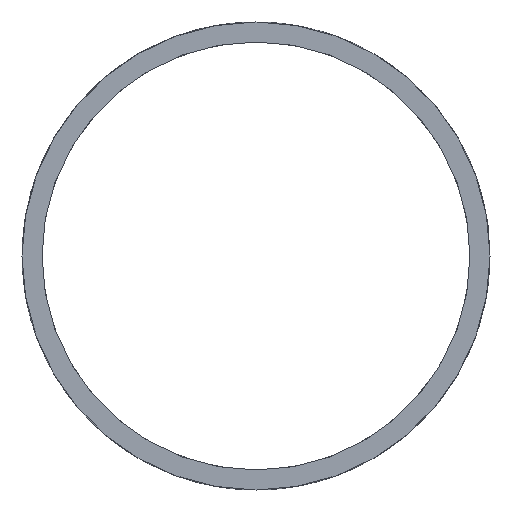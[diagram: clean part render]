
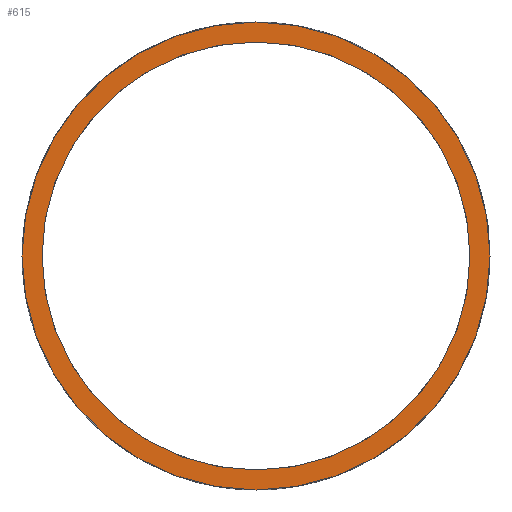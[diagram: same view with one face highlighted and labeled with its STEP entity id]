
A CAD part, front view. The second image highlights one B-rep face of the part: STEP entity #615.
In plain terms, the highlighted planar face has unit normal (0, -1, 0).
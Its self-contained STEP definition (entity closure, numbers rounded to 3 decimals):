
#16=FACE_BOUND('',#75,.T.);
#19=CIRCLE('',#702,17.5);
#20=CIRCLE('',#703,16.);
#41=FACE_OUTER_BOUND('',#74,.T.);
#74=EDGE_LOOP('',(#447));
#75=EDGE_LOOP('',(#448));
#237=VERTEX_POINT('',#1056);
#238=VERTEX_POINT('',#1058);
#312=EDGE_CURVE('',#237,#237,#19,.T.);
#313=EDGE_CURVE('',#238,#238,#20,.T.);
#447=ORIENTED_EDGE('',*,*,#312,.F.);
#448=ORIENTED_EDGE('',*,*,#313,.F.);
#551=PLANE('',#701);
#615=ADVANCED_FACE('',(#41,#16),#551,.F.);
#701=AXIS2_PLACEMENT_3D('',#1055,#856,#857);
#702=AXIS2_PLACEMENT_3D('',#1057,#858,#859);
#703=AXIS2_PLACEMENT_3D('',#1059,#860,#861);
#856=DIRECTION('center_axis',(0.,1.,0.));
#857=DIRECTION('ref_axis',(0.,0.,1.));
#858=DIRECTION('center_axis',(0.,1.,0.));
#859=DIRECTION('ref_axis',(-1.,0.,0.));
#860=DIRECTION('center_axis',(0.,-1.,0.));
#861=DIRECTION('ref_axis',(1.,0.,0.));
#1055=CARTESIAN_POINT('Origin',(0.,0.,0.));
#1056=CARTESIAN_POINT('',(17.5,0.,0.));
#1057=CARTESIAN_POINT('Origin',(0.,0.,0.));
#1058=CARTESIAN_POINT('',(-16.,0.,0.));
#1059=CARTESIAN_POINT('Origin',(0.,0.,0.));
